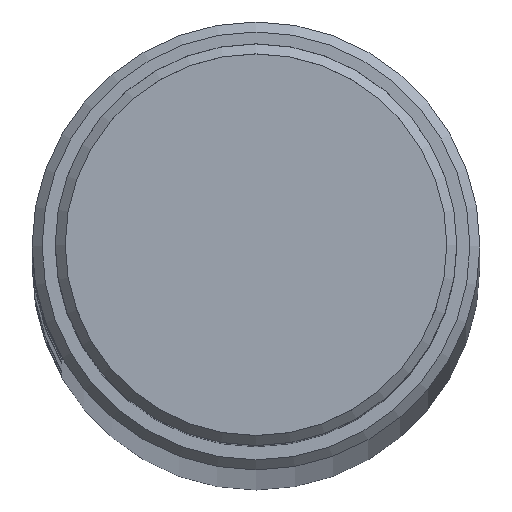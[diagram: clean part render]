
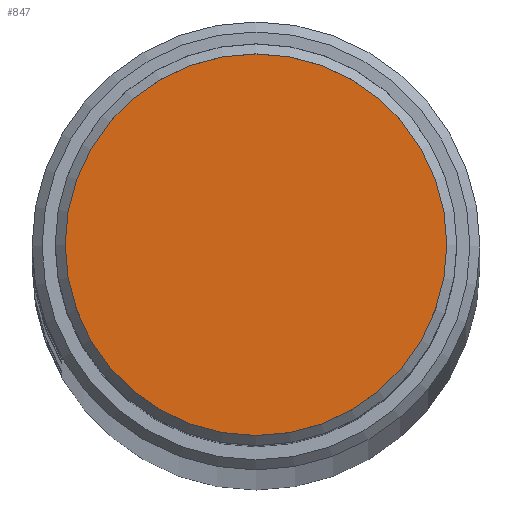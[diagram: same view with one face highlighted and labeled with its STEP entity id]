
A CAD part, top view. The second image highlights one B-rep face of the part: STEP entity #847.
In plain terms, the highlighted planar face has unit normal (0, 0, 1).
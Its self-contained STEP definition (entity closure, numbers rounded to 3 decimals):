
#291=FACE_OUTER_BOUND('',#340,.T.);
#340=EDGE_LOOP('',(#716));
#415=CIRCLE('',#962,9.5);
#486=VERTEX_POINT('',#1457);
#571=EDGE_CURVE('',#486,#486,#415,.T.);
#716=ORIENTED_EDGE('',*,*,#571,.F.);
#804=PLANE('',#965);
#847=ADVANCED_FACE('',(#291),#804,.T.);
#962=AXIS2_PLACEMENT_3D('',#1458,#1178,#1179);
#965=AXIS2_PLACEMENT_3D('',#1464,#1186,#1187);
#1178=DIRECTION('center_axis',(0.,0.,-1.));
#1179=DIRECTION('ref_axis',(-1.,0.,0.));
#1186=DIRECTION('center_axis',(0.,0.,1.));
#1187=DIRECTION('ref_axis',(1.,0.,0.));
#1457=CARTESIAN_POINT('',(9.5,0.,322.));
#1458=CARTESIAN_POINT('Origin',(0.,0.,322.));
#1464=CARTESIAN_POINT('Origin',(0.,0.,322.));
